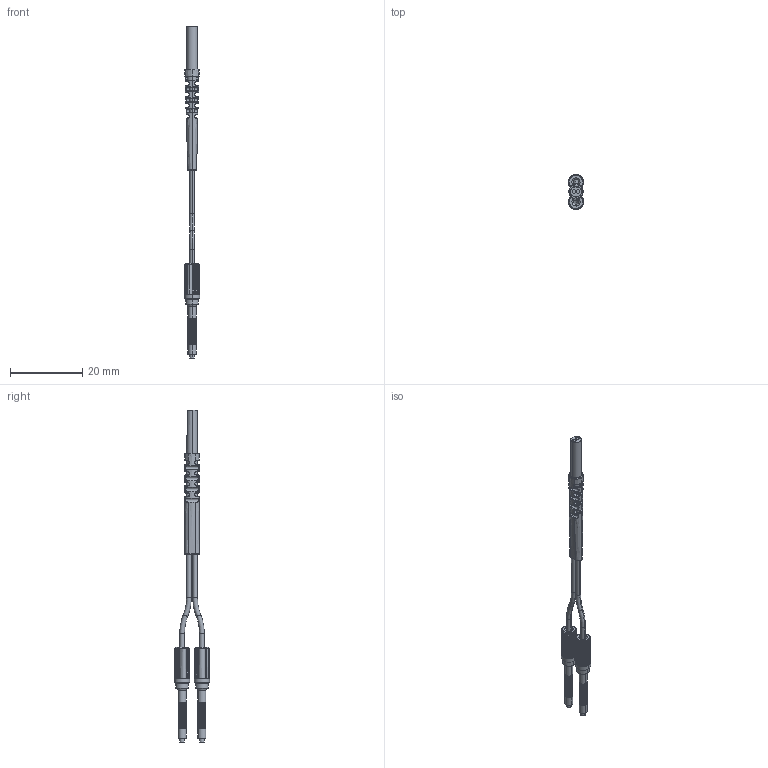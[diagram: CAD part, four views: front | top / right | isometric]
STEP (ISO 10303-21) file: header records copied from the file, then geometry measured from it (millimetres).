
FILE_DESCRIPTION((''),'2;1');
FILE_NAME('PRA3Y10D_ASM','2020-06-05T14:35:03',('Administrator'),(''),'CREO PARAMETRIC BY PTC INC, 2018400','CREO PARAMETRIC BY PTC INC, 2018400','');
FILE_SCHEMA(('AUTOMOTIVE_DESIGN { 1 0 10303 214 1 1 1 1 }'));
Length unit declared in the file: millimetre
Products named in the file (6): 3-15_TO; 13XXX_; PRM3-13__; JW22_13__; 13XIAN__ASM; PRA3Y10D_ASM
Assembly tree (6 placements, depth 3):
  PRA3Y10D_ASM
    3-15_TO
    13XIAN__ASM
      13XXX_
      PRM3-13__
      JW22_13__  x2
Bounding box: 4.25 x 9.7 x 92 mm (x, y, z)
Volume: 800.7 mm3; surface area: 2265.2 mm2
Topology: 6 solids, 6 shells, 1087 faces, 2630 edges, 1560 vertices
Faces by surface type: cylinder 410, plane 255, bspline 208, torus 160, extrusion 46, cone 8
Entity records: 35571 total; most frequent: CARTESIAN_POINT 17251, ORIENTED_EDGE 3488, DIRECTION 2981, EDGE_CURVE 1744, AXIS2_PLACEMENT_3D 1301, VERTEX_POINT 1038, PRESENTATION_STYLE_ASSIGNMENT 839, STYLED_ITEM 839
